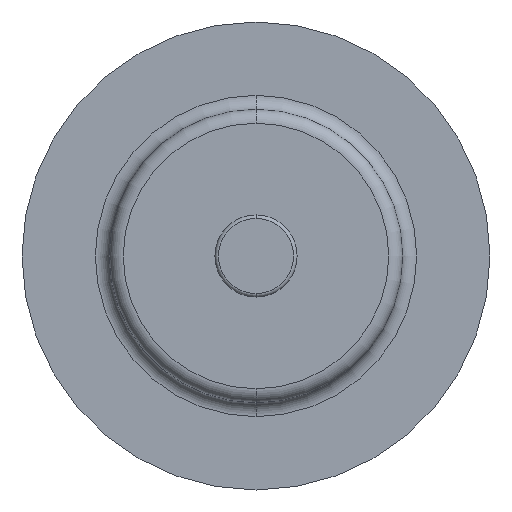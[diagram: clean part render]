
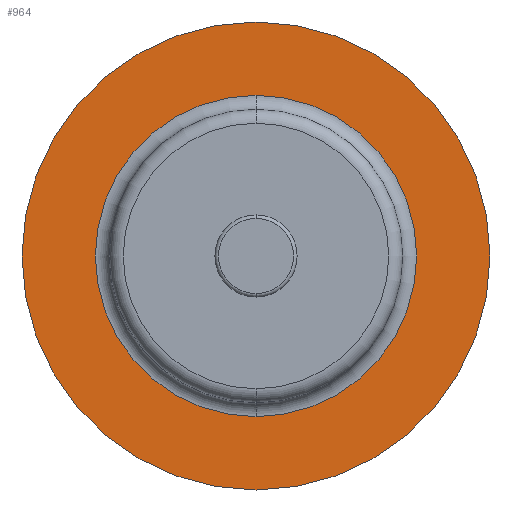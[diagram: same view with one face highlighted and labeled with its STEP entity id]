
A CAD part, front view. The second image highlights one B-rep face of the part: STEP entity #964.
In plain terms, the highlighted planar face has unit normal (0, -1, 0).
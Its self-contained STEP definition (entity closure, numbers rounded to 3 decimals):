
#28 = EDGE_CURVE ( 'NONE', #373, #437, #953, .T. ) ;
#71 = EDGE_CURVE ( 'NONE', #909, #378, #127, .T. ) ;
#127 = CIRCLE ( 'NONE', #131, 46. ) ;
#131 = AXIS2_PLACEMENT_3D ( 'NONE', #1132, #880, #971 ) ;
#255 = ORIENTED_EDGE ( 'NONE', *, *, #844, .T. ) ;
#270 = AXIS2_PLACEMENT_3D ( 'NONE', #921, #1189, #484 ) ;
#289 = FACE_BOUND ( 'NONE', #634, .T. ) ;
#318 = ORIENTED_EDGE ( 'NONE', *, *, #324, .T. ) ;
#324 = EDGE_CURVE ( 'NONE', #378, #909, #908, .T. ) ;
#338 = DIRECTION ( 'NONE',  ( 0., 1., 0. ) ) ;
#373 = VERTEX_POINT ( 'NONE', #871 ) ;
#378 = VERTEX_POINT ( 'NONE', #861 ) ;
#435 = CARTESIAN_POINT ( 'NONE',  ( 0., 0., 0. ) ) ;
#437 = VERTEX_POINT ( 'NONE', #969 ) ;
#484 = DIRECTION ( 'NONE',  ( 0., 0., -1. ) ) ;
#562 = DIRECTION ( 'NONE',  ( 0., 0., -1. ) ) ;
#577 = CARTESIAN_POINT ( 'NONE',  ( 0., 0., 0. ) ) ;
#618 = PLANE ( 'NONE',  #776 ) ;
#634 = EDGE_LOOP ( 'NONE', ( #318, #770 ) ) ;
#675 = CARTESIAN_POINT ( 'NONE',  ( 0., 0., 0. ) ) ;
#711 = AXIS2_PLACEMENT_3D ( 'NONE', #577, #741, #562 ) ;
#741 = DIRECTION ( 'NONE',  ( 0., -1., 0. ) ) ;
#748 = FACE_OUTER_BOUND ( 'NONE', #955, .T. ) ;
#770 = ORIENTED_EDGE ( 'NONE', *, *, #71, .T. ) ;
#771 = DIRECTION ( 'NONE',  ( 0., 0., 1. ) ) ;
#776 = AXIS2_PLACEMENT_3D ( 'NONE', #435, #338, #893 ) ;
#844 = EDGE_CURVE ( 'NONE', #437, #373, #848, .T. ) ;
#848 = CIRCLE ( 'NONE', #711, 67. ) ;
#861 = CARTESIAN_POINT ( 'NONE',  ( 0., 0., 46. ) ) ;
#871 = CARTESIAN_POINT ( 'NONE',  ( 0., 0., -67. ) ) ;
#880 = DIRECTION ( 'NONE',  ( 0., 1., 0. ) ) ;
#893 = DIRECTION ( 'NONE',  ( 0., 0., 1. ) ) ;
#908 = CIRCLE ( 'NONE', #1066, 46. ) ;
#909 = VERTEX_POINT ( 'NONE', #945 ) ;
#921 = CARTESIAN_POINT ( 'NONE',  ( 0., 0., 0. ) ) ;
#945 = CARTESIAN_POINT ( 'NONE',  ( 0., 0., -46. ) ) ;
#953 = CIRCLE ( 'NONE', #270, 67. ) ;
#955 = EDGE_LOOP ( 'NONE', ( #1089, #255 ) ) ;
#964 = ADVANCED_FACE ( 'NONE', ( #289, #748 ), #618, .F. ) ;
#969 = CARTESIAN_POINT ( 'NONE',  ( 0., 0., 67. ) ) ;
#971 = DIRECTION ( 'NONE',  ( 0., 0., 1. ) ) ;
#1066 = AXIS2_PLACEMENT_3D ( 'NONE', #675, #1113, #771 ) ;
#1089 = ORIENTED_EDGE ( 'NONE', *, *, #28, .T. ) ;
#1113 = DIRECTION ( 'NONE',  ( 0., 1., 0. ) ) ;
#1132 = CARTESIAN_POINT ( 'NONE',  ( 0., 0., 0. ) ) ;
#1189 = DIRECTION ( 'NONE',  ( 0., -1., 0. ) ) ;
